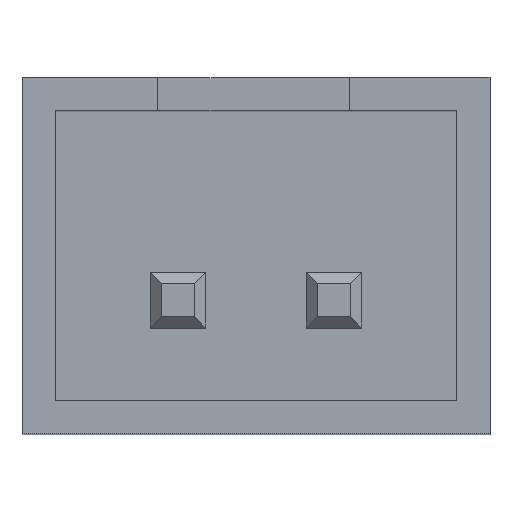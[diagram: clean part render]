
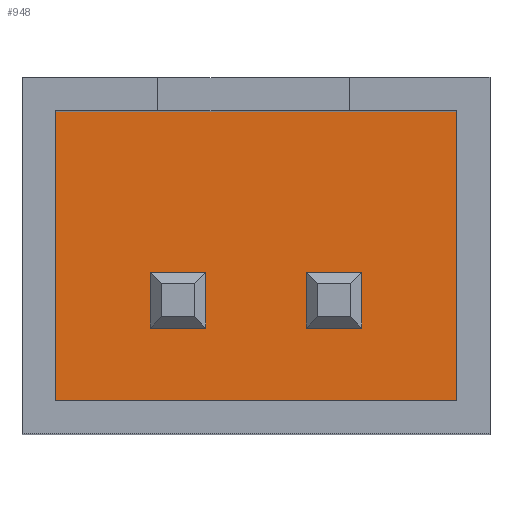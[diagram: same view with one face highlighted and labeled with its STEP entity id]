
A CAD part, top view. The second image highlights one B-rep face of the part: STEP entity #948.
In plain terms, the highlighted planar face has unit normal (0, 0, 1).
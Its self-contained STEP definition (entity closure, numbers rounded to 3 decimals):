
#16 = VERTEX_POINT ( 'NONE', #1716 ) ;
#36 = EDGE_LOOP ( 'NONE', ( #714, #900, #497, #1688 ) ) ;
#56 = FACE_OUTER_BOUND ( 'NONE', #1357, .T. ) ;
#64 = ORIENTED_EDGE ( 'NONE', *, *, #171, .F. ) ;
#77 = CARTESIAN_POINT ( 'NONE',  ( 0.45, -0.65, 0.5 ) ) ;
#90 = LINE ( 'NONE', #1768, #1946 ) ;
#94 = VERTEX_POINT ( 'NONE', #1269 ) ;
#103 = CARTESIAN_POINT ( 'NONE',  ( -0.451, -0.15, 0.5 ) ) ;
#108 = VECTOR ( 'NONE', #1179, 1000. ) ;
#117 = CARTESIAN_POINT ( 'NONE',  ( 0., -0.15, 0.5 ) ) ;
#148 = EDGE_CURVE ( 'NONE', #94, #760, #934, .T. ) ;
#171 = EDGE_CURVE ( 'NONE', #760, #305, #1883, .T. ) ;
#205 = ORIENTED_EDGE ( 'NONE', *, *, #148, .F. ) ;
#232 = AXIS2_PLACEMENT_3D ( 'NONE', #457, #1655, #741 ) ;
#274 = VERTEX_POINT ( 'NONE', #362 ) ;
#277 = VECTOR ( 'NONE', #1713, 1000. ) ;
#283 = ORIENTED_EDGE ( 'NONE', *, *, #1422, .F. ) ;
#292 = PLANE ( 'NONE',  #232 ) ;
#305 = VERTEX_POINT ( 'NONE', #1093 ) ;
#350 = LINE ( 'NONE', #1345, #108 ) ;
#362 = CARTESIAN_POINT ( 'NONE',  ( 0.95, -0.15, 0.5 ) ) ;
#385 = CARTESIAN_POINT ( 'NONE',  ( -0.949, 0., 0.5 ) ) ;
#394 = CARTESIAN_POINT ( 'NONE',  ( -0.451, 0., 0.5 ) ) ;
#408 = CARTESIAN_POINT ( 'NONE',  ( -1.8, 1.3, 0.5 ) ) ;
#411 = CARTESIAN_POINT ( 'NONE',  ( -1.8, -1.3, 0.5 ) ) ;
#417 = CARTESIAN_POINT ( 'NONE',  ( 1.8, 1.3, 0.5 ) ) ;
#422 = VECTOR ( 'NONE', #433, 1000. ) ;
#424 = ORIENTED_EDGE ( 'NONE', *, *, #542, .T. ) ;
#429 = ORIENTED_EDGE ( 'NONE', *, *, #1674, .T. ) ;
#433 = DIRECTION ( 'NONE',  ( -1., 0., 0. ) ) ;
#457 = CARTESIAN_POINT ( 'NONE',  ( 0., 0., 0.5 ) ) ;
#459 = CARTESIAN_POINT ( 'NONE',  ( 0., -0.65, 0.5 ) ) ;
#497 = ORIENTED_EDGE ( 'NONE', *, *, #1561, .F. ) ;
#528 = DIRECTION ( 'NONE',  ( 0., -1., 0. ) ) ;
#531 = DIRECTION ( 'NONE',  ( 0., 1., 0. ) ) ;
#542 = EDGE_CURVE ( 'NONE', #1630, #1848, #1601, .T. ) ;
#593 = ORIENTED_EDGE ( 'NONE', *, *, #768, .T. ) ;
#597 = VERTEX_POINT ( 'NONE', #980 ) ;
#623 = LINE ( 'NONE', #730, #1430 ) ;
#687 = LINE ( 'NONE', #984, #1841 ) ;
#690 = LINE ( 'NONE', #459, #1502 ) ;
#714 = ORIENTED_EDGE ( 'NONE', *, *, #858, .F. ) ;
#721 = LINE ( 'NONE', #385, #1310 ) ;
#730 = CARTESIAN_POINT ( 'NONE',  ( -1.8, 1.3, 0.5 ) ) ;
#741 = DIRECTION ( 'NONE',  ( 1., 0., 0. ) ) ;
#760 = VERTEX_POINT ( 'NONE', #103 ) ;
#768 = EDGE_CURVE ( 'NONE', #1848, #1520, #1726, .T. ) ;
#771 = VECTOR ( 'NONE', #1929, 1000. ) ;
#802 = FACE_BOUND ( 'NONE', #36, .T. ) ;
#848 = LINE ( 'NONE', #1933, #1477 ) ;
#858 = EDGE_CURVE ( 'NONE', #899, #274, #90, .T. ) ;
#862 = DIRECTION ( 'NONE',  ( 0., -1., 0. ) ) ;
#899 = VERTEX_POINT ( 'NONE', #1635 ) ;
#900 = ORIENTED_EDGE ( 'NONE', *, *, #1324, .F. ) ;
#934 = LINE ( 'NONE', #394, #1201 ) ;
#937 = EDGE_CURVE ( 'NONE', #274, #16, #350, .T. ) ;
#948 = ADVANCED_FACE ( 'NONE', ( #802, #955, #56 ), #292, .T. ) ;
#955 = FACE_BOUND ( 'NONE', #1831, .T. ) ;
#980 = CARTESIAN_POINT ( 'NONE',  ( -0.949, -0.65, 0.5 ) ) ;
#984 = CARTESIAN_POINT ( 'NONE',  ( 0.45, 0., 0.5 ) ) ;
#1001 = CARTESIAN_POINT ( 'NONE',  ( -1.8, -1.3, 0.5 ) ) ;
#1010 = ORIENTED_EDGE ( 'NONE', *, *, #1265, .T. ) ;
#1014 = DIRECTION ( 'NONE',  ( 0., 1., 0. ) ) ;
#1062 = LINE ( 'NONE', #1564, #277 ) ;
#1093 = CARTESIAN_POINT ( 'NONE',  ( -0.949, -0.15, 0.5 ) ) ;
#1132 = EDGE_CURVE ( 'NONE', #305, #597, #721, .T. ) ;
#1136 = DIRECTION ( 'NONE',  ( 0., -1., 0. ) ) ;
#1179 = DIRECTION ( 'NONE',  ( -1., 0., 0. ) ) ;
#1201 = VECTOR ( 'NONE', #531, 1000. ) ;
#1265 = EDGE_CURVE ( 'NONE', #1520, #1528, #623, .T. ) ;
#1269 = CARTESIAN_POINT ( 'NONE',  ( -0.451, -0.65, 0.5 ) ) ;
#1310 = VECTOR ( 'NONE', #528, 1000. ) ;
#1324 = EDGE_CURVE ( 'NONE', #1445, #899, #690, .T. ) ;
#1335 = VECTOR ( 'NONE', #1617, 1000. ) ;
#1336 = ORIENTED_EDGE ( 'NONE', *, *, #1132, .F. ) ;
#1345 = CARTESIAN_POINT ( 'NONE',  ( 0., -0.15, 0.5 ) ) ;
#1357 = EDGE_LOOP ( 'NONE', ( #593, #1010, #429, #424 ) ) ;
#1397 = CARTESIAN_POINT ( 'NONE',  ( 1.8, -1.3, 0.5 ) ) ;
#1422 = EDGE_CURVE ( 'NONE', #597, #94, #1062, .T. ) ;
#1430 = VECTOR ( 'NONE', #1774, 1000. ) ;
#1445 = VERTEX_POINT ( 'NONE', #77 ) ;
#1477 = VECTOR ( 'NONE', #862, 1000. ) ;
#1499 = DIRECTION ( 'NONE',  ( 1., 0., 0. ) ) ;
#1502 = VECTOR ( 'NONE', #1499, 1000. ) ;
#1520 = VERTEX_POINT ( 'NONE', #1878 ) ;
#1528 = VERTEX_POINT ( 'NONE', #408 ) ;
#1561 = EDGE_CURVE ( 'NONE', #16, #1445, #687, .T. ) ;
#1564 = CARTESIAN_POINT ( 'NONE',  ( 0., -0.65, 0.5 ) ) ;
#1601 = LINE ( 'NONE', #411, #771 ) ;
#1617 = DIRECTION ( 'NONE',  ( 0., 1., 0. ) ) ;
#1630 = VERTEX_POINT ( 'NONE', #1001 ) ;
#1635 = CARTESIAN_POINT ( 'NONE',  ( 0.95, -0.65, 0.5 ) ) ;
#1655 = DIRECTION ( 'NONE',  ( 0., 0., 1. ) ) ;
#1674 = EDGE_CURVE ( 'NONE', #1528, #1630, #848, .T. ) ;
#1688 = ORIENTED_EDGE ( 'NONE', *, *, #937, .F. ) ;
#1713 = DIRECTION ( 'NONE',  ( 1., 0., 0. ) ) ;
#1716 = CARTESIAN_POINT ( 'NONE',  ( 0.45, -0.15, 0.5 ) ) ;
#1726 = LINE ( 'NONE', #417, #1335 ) ;
#1768 = CARTESIAN_POINT ( 'NONE',  ( 0.95, 0., 0.5 ) ) ;
#1774 = DIRECTION ( 'NONE',  ( -1., 0., 0. ) ) ;
#1831 = EDGE_LOOP ( 'NONE', ( #205, #283, #1336, #64 ) ) ;
#1841 = VECTOR ( 'NONE', #1136, 1000. ) ;
#1848 = VERTEX_POINT ( 'NONE', #1397 ) ;
#1878 = CARTESIAN_POINT ( 'NONE',  ( 1.8, 1.3, 0.5 ) ) ;
#1883 = LINE ( 'NONE', #117, #422 ) ;
#1929 = DIRECTION ( 'NONE',  ( 1., 0., 0. ) ) ;
#1933 = CARTESIAN_POINT ( 'NONE',  ( -1.8, 1.3, 0.5 ) ) ;
#1946 = VECTOR ( 'NONE', #1014, 1000. ) ;
